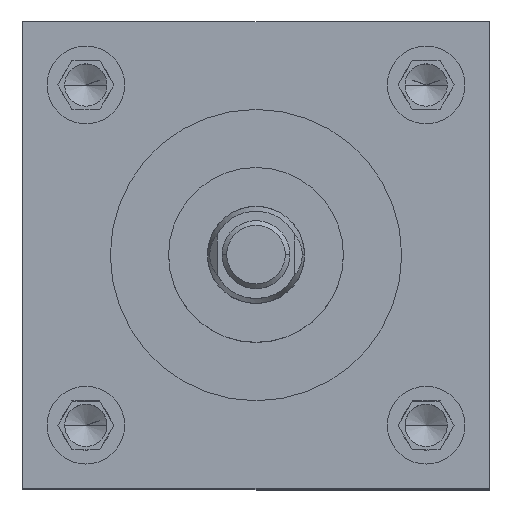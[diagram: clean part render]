
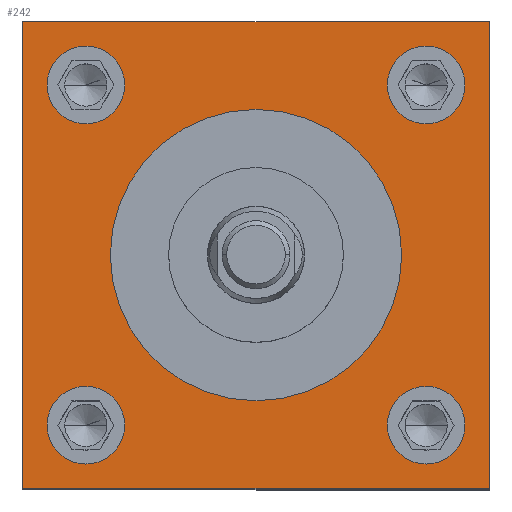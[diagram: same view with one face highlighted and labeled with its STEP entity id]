
A CAD part, top view. The second image highlights one B-rep face of the part: STEP entity #242.
In plain terms, the highlighted planar face has unit normal (0, 0, 1).
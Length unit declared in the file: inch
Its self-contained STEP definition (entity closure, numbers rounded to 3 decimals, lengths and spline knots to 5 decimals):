
#15 = CIRCLE ( 'NONE', #5877, 0.25 ) ;
#24 = CARTESIAN_POINT ( 'NONE',  ( -1.095, 1.095, 6.75 ) ) ;
#86 = AXIS2_PLACEMENT_3D ( 'NONE', #5251, #6908, #6843 ) ;
#101 = DIRECTION ( 'NONE',  ( -1., 0., 0. ) ) ;
#171 = EDGE_CURVE ( 'NONE', #5109, #5202, #4498, .T. ) ;
#187 = CARTESIAN_POINT ( 'NONE',  ( 1.095, 1.095, 6.75 ) ) ;
#224 = DIRECTION ( 'NONE',  ( 1., 0., 0. ) ) ;
#242 = ADVANCED_FACE ( 'NONE', ( #3965, #5044, #2231, #2307, #1085, #6161 ), #1226, .F. ) ;
#295 = CARTESIAN_POINT ( 'NONE',  ( -1.095, -1.095, 6.75 ) ) ;
#331 = CARTESIAN_POINT ( 'NONE',  ( 0.9375, 0., 6.75 ) ) ;
#471 = EDGE_LOOP ( 'NONE', ( #6933, #3663 ) ) ;
#491 = DIRECTION ( 'NONE',  ( 0., 0., 1. ) ) ;
#517 = DIRECTION ( 'NONE',  ( 1., 0., 0. ) ) ;
#641 = DIRECTION ( 'NONE',  ( 0., 0., 1. ) ) ;
#649 = LINE ( 'NONE', #2832, #5373 ) ;
#767 = DIRECTION ( 'NONE',  ( 0., 1., 0. ) ) ;
#824 = LINE ( 'NONE', #5187, #2263 ) ;
#840 = CARTESIAN_POINT ( 'NONE',  ( -1.095, -1.095, 6.75 ) ) ;
#939 = DIRECTION ( 'NONE',  ( 1., 0., 0. ) ) ;
#982 = CARTESIAN_POINT ( 'NONE',  ( 1.345, -1.095, 6.75 ) ) ;
#1085 = FACE_BOUND ( 'NONE', #4398, .T. ) ;
#1173 = DIRECTION ( 'NONE',  ( 1., 0., 0. ) ) ;
#1183 = CIRCLE ( 'NONE', #5435, 0.25 ) ;
#1226 = PLANE ( 'NONE',  #1615 ) ;
#1353 = CIRCLE ( 'NONE', #86, 0.25 ) ;
#1360 = CIRCLE ( 'NONE', #2395, 0.9375 ) ;
#1404 = CARTESIAN_POINT ( 'NONE',  ( -1.5, -1.5, 6.75 ) ) ;
#1475 = LINE ( 'NONE', #2519, #2047 ) ;
#1605 = EDGE_CURVE ( 'NONE', #3918, #3654, #1839, .T. ) ;
#1615 = AXIS2_PLACEMENT_3D ( 'NONE', #1688, #3894, #6703 ) ;
#1688 = CARTESIAN_POINT ( 'NONE',  ( -1.5, 1.5, 6.75 ) ) ;
#1712 = CIRCLE ( 'NONE', #7131, 0.25 ) ;
#1716 = VERTEX_POINT ( 'NONE', #5429 ) ;
#1737 = EDGE_LOOP ( 'NONE', ( #3953, #3182 ) ) ;
#1839 = CIRCLE ( 'NONE', #3101, 0.9375 ) ;
#1873 = DIRECTION ( 'NONE',  ( 0., 0., 1. ) ) ;
#1907 = DIRECTION ( 'NONE',  ( 1., 0., 0. ) ) ;
#1910 = EDGE_CURVE ( 'NONE', #3976, #5683, #649, .T. ) ;
#1918 = VERTEX_POINT ( 'NONE', #1988 ) ;
#1954 = CARTESIAN_POINT ( 'NONE',  ( 1.5, 1.5, 6.75 ) ) ;
#1988 = CARTESIAN_POINT ( 'NONE',  ( -1.5, -1.5, 6.75 ) ) ;
#2047 = VECTOR ( 'NONE', #939, 39.37008 ) ;
#2067 = CARTESIAN_POINT ( 'NONE',  ( 1.5, -1.5, 6.75 ) ) ;
#2120 = CARTESIAN_POINT ( 'NONE',  ( 1.095, 1.095, 6.75 ) ) ;
#2231 = FACE_BOUND ( 'NONE', #4659, .T. ) ;
#2263 = VECTOR ( 'NONE', #767, 39.37008 ) ;
#2307 = FACE_BOUND ( 'NONE', #471, .T. ) ;
#2309 = DIRECTION ( 'NONE',  ( 0., 0., 1. ) ) ;
#2367 = EDGE_CURVE ( 'NONE', #2390, #6289, #15, .T. ) ;
#2390 = VERTEX_POINT ( 'NONE', #982 ) ;
#2395 = AXIS2_PLACEMENT_3D ( 'NONE', #6769, #5571, #4031 ) ;
#2428 = DIRECTION ( 'NONE',  ( 0., 0., 1. ) ) ;
#2438 = EDGE_CURVE ( 'NONE', #5683, #1918, #2486, .T. ) ;
#2486 = LINE ( 'NONE', #1404, #4621 ) ;
#2519 = CARTESIAN_POINT ( 'NONE',  ( -1.5, -1.5, 6.75 ) ) ;
#2600 = AXIS2_PLACEMENT_3D ( 'NONE', #295, #6240, #1907 ) ;
#2803 = EDGE_CURVE ( 'NONE', #5202, #5109, #3116, .T. ) ;
#2832 = CARTESIAN_POINT ( 'NONE',  ( -1.5, 1.5, 6.75 ) ) ;
#2834 = CIRCLE ( 'NONE', #2600, 0.25 ) ;
#3101 = AXIS2_PLACEMENT_3D ( 'NONE', #4650, #2309, #4715 ) ;
#3116 = CIRCLE ( 'NONE', #6587, 0.25 ) ;
#3182 = ORIENTED_EDGE ( 'NONE', *, *, #6634, .F. ) ;
#3347 = CARTESIAN_POINT ( 'NONE',  ( 0.845, 1.095, 6.75 ) ) ;
#3381 = ORIENTED_EDGE ( 'NONE', *, *, #171, .F. ) ;
#3428 = CIRCLE ( 'NONE', #6752, 0.25 ) ;
#3442 = VERTEX_POINT ( 'NONE', #6576 ) ;
#3654 = VERTEX_POINT ( 'NONE', #331 ) ;
#3663 = ORIENTED_EDGE ( 'NONE', *, *, #7026, .F. ) ;
#3795 = CARTESIAN_POINT ( 'NONE',  ( -1.095, 1.095, 6.75 ) ) ;
#3894 = DIRECTION ( 'NONE',  ( 0., 0., -1. ) ) ;
#3918 = VERTEX_POINT ( 'NONE', #4264 ) ;
#3953 = ORIENTED_EDGE ( 'NONE', *, *, #2367, .F. ) ;
#3965 = FACE_BOUND ( 'NONE', #1737, .T. ) ;
#3976 = VERTEX_POINT ( 'NONE', #1954 ) ;
#4031 = DIRECTION ( 'NONE',  ( 1., 0., 0. ) ) ;
#4093 = DIRECTION ( 'NONE',  ( 1., 0., 0. ) ) ;
#4120 = EDGE_CURVE ( 'NONE', #5895, #1716, #1183, .T. ) ;
#4264 = CARTESIAN_POINT ( 'NONE',  ( -0.9375, 0., 6.75 ) ) ;
#4398 = EDGE_LOOP ( 'NONE', ( #5985, #6931 ) ) ;
#4410 = EDGE_CURVE ( 'NONE', #1918, #5342, #1475, .T. ) ;
#4491 = AXIS2_PLACEMENT_3D ( 'NONE', #2120, #4864, #517 ) ;
#4498 = CIRCLE ( 'NONE', #4491, 0.25 ) ;
#4621 = VECTOR ( 'NONE', #4756, 39.37008 ) ;
#4650 = CARTESIAN_POINT ( 'NONE',  ( 0., 0., 6.75 ) ) ;
#4659 = EDGE_LOOP ( 'NONE', ( #5672, #6143 ) ) ;
#4669 = CARTESIAN_POINT ( 'NONE',  ( 1.345, 1.095, 6.75 ) ) ;
#4715 = DIRECTION ( 'NONE',  ( 1., 0., 0. ) ) ;
#4756 = DIRECTION ( 'NONE',  ( 0., -1., 0. ) ) ;
#4864 = DIRECTION ( 'NONE',  ( 0., 0., 1. ) ) ;
#5044 = FACE_BOUND ( 'NONE', #6205, .T. ) ;
#5061 = CARTESIAN_POINT ( 'NONE',  ( 1.095, -1.095, 6.75 ) ) ;
#5109 = VERTEX_POINT ( 'NONE', #3347 ) ;
#5143 = EDGE_CURVE ( 'NONE', #3654, #3918, #1360, .T. ) ;
#5164 = DIRECTION ( 'NONE',  ( 0., 0., 1. ) ) ;
#5187 = CARTESIAN_POINT ( 'NONE',  ( 1.5, -1.5, 6.75 ) ) ;
#5202 = VERTEX_POINT ( 'NONE', #4669 ) ;
#5251 = CARTESIAN_POINT ( 'NONE',  ( 1.095, -1.095, 6.75 ) ) ;
#5292 = CARTESIAN_POINT ( 'NONE',  ( 0.845, -1.095, 6.75 ) ) ;
#5342 = VERTEX_POINT ( 'NONE', #2067 ) ;
#5373 = VECTOR ( 'NONE', #101, 39.37008 ) ;
#5429 = CARTESIAN_POINT ( 'NONE',  ( -1.345, 1.095, 6.75 ) ) ;
#5435 = AXIS2_PLACEMENT_3D ( 'NONE', #3795, #491, #5990 ) ;
#5518 = ORIENTED_EDGE ( 'NONE', *, *, #6733, .T. ) ;
#5524 = ORIENTED_EDGE ( 'NONE', *, *, #2438, .T. ) ;
#5571 = DIRECTION ( 'NONE',  ( 0., 0., 1. ) ) ;
#5672 = ORIENTED_EDGE ( 'NONE', *, *, #6299, .F. ) ;
#5683 = VERTEX_POINT ( 'NONE', #5710 ) ;
#5709 = EDGE_CURVE ( 'NONE', #6461, #3442, #1712, .T. ) ;
#5710 = CARTESIAN_POINT ( 'NONE',  ( -1.5, 1.5, 6.75 ) ) ;
#5877 = AXIS2_PLACEMENT_3D ( 'NONE', #5061, #5164, #6823 ) ;
#5895 = VERTEX_POINT ( 'NONE', #6832 ) ;
#5985 = ORIENTED_EDGE ( 'NONE', *, *, #5143, .F. ) ;
#5990 = DIRECTION ( 'NONE',  ( 1., 0., 0. ) ) ;
#6143 = ORIENTED_EDGE ( 'NONE', *, *, #5709, .F. ) ;
#6161 = FACE_OUTER_BOUND ( 'NONE', #6803, .T. ) ;
#6205 = EDGE_LOOP ( 'NONE', ( #6207, #3381 ) ) ;
#6207 = ORIENTED_EDGE ( 'NONE', *, *, #2803, .F. ) ;
#6240 = DIRECTION ( 'NONE',  ( 0., 0., 1. ) ) ;
#6289 = VERTEX_POINT ( 'NONE', #5292 ) ;
#6299 = EDGE_CURVE ( 'NONE', #3442, #6461, #2834, .T. ) ;
#6398 = ORIENTED_EDGE ( 'NONE', *, *, #4410, .T. ) ;
#6461 = VERTEX_POINT ( 'NONE', #7019 ) ;
#6576 = CARTESIAN_POINT ( 'NONE',  ( -0.845, -1.095, 6.75 ) ) ;
#6587 = AXIS2_PLACEMENT_3D ( 'NONE', #187, #1873, #224 ) ;
#6634 = EDGE_CURVE ( 'NONE', #6289, #2390, #1353, .T. ) ;
#6703 = DIRECTION ( 'NONE',  ( -1., 0., 0. ) ) ;
#6733 = EDGE_CURVE ( 'NONE', #5342, #3976, #824, .T. ) ;
#6752 = AXIS2_PLACEMENT_3D ( 'NONE', #24, #641, #1173 ) ;
#6769 = CARTESIAN_POINT ( 'NONE',  ( 0., 0., 6.75 ) ) ;
#6803 = EDGE_LOOP ( 'NONE', ( #5524, #6398, #5518, #6839 ) ) ;
#6823 = DIRECTION ( 'NONE',  ( 1., 0., 0. ) ) ;
#6832 = CARTESIAN_POINT ( 'NONE',  ( -0.845, 1.095, 6.75 ) ) ;
#6839 = ORIENTED_EDGE ( 'NONE', *, *, #1910, .T. ) ;
#6843 = DIRECTION ( 'NONE',  ( 1., 0., 0. ) ) ;
#6908 = DIRECTION ( 'NONE',  ( 0., 0., 1. ) ) ;
#6931 = ORIENTED_EDGE ( 'NONE', *, *, #1605, .F. ) ;
#6933 = ORIENTED_EDGE ( 'NONE', *, *, #4120, .F. ) ;
#7019 = CARTESIAN_POINT ( 'NONE',  ( -1.345, -1.095, 6.75 ) ) ;
#7026 = EDGE_CURVE ( 'NONE', #1716, #5895, #3428, .T. ) ;
#7131 = AXIS2_PLACEMENT_3D ( 'NONE', #840, #2428, #4093 ) ;
